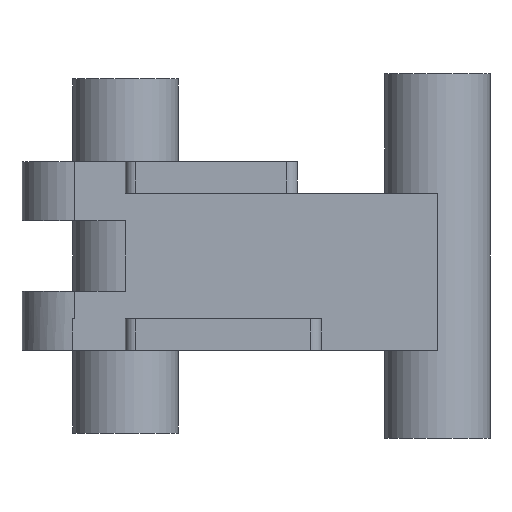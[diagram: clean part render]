
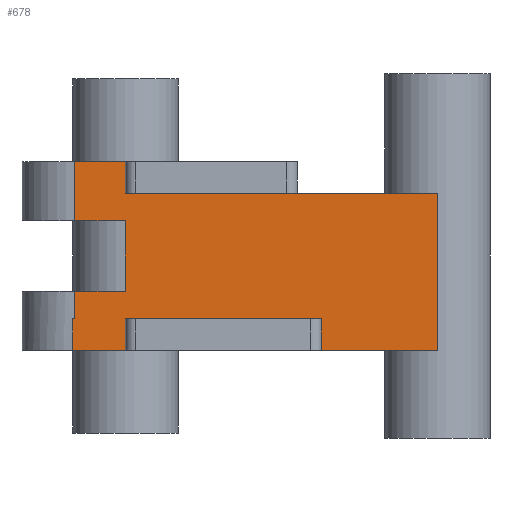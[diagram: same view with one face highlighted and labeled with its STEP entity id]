
A CAD part, front view. The second image highlights one B-rep face of the part: STEP entity #678.
In plain terms, the highlighted planar face has unit normal (0, -1, 0).
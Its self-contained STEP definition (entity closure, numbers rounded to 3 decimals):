
#47=PLANE('',#771);
#83=FACE_OUTER_BOUND('',#122,.T.);
#122=EDGE_LOOP('',(#586,#587,#588,#589,#590,#591,#592,#593,#594,#595,#596,
#597,#598,#599,#600,#601,#602,#603,#604,#605));
#130=LINE('',#1006,#194);
#135=LINE('',#1023,#199);
#139=LINE('',#1032,#203);
#143=LINE('',#1042,#207);
#146=LINE('',#1052,#210);
#149=LINE('',#1060,#213);
#151=LINE('',#1065,#215);
#156=LINE('',#1082,#220);
#158=LINE('',#1091,#222);
#162=LINE('',#1100,#226);
#167=LINE('',#1118,#231);
#171=LINE('',#1127,#235);
#175=LINE('',#1136,#239);
#177=LINE('',#1140,#241);
#181=LINE('',#1153,#245);
#183=LINE('',#1159,#247);
#184=LINE('',#1161,#248);
#186=LINE('',#1165,#250);
#188=LINE('',#1172,#252);
#189=LINE('',#1173,#253);
#194=VECTOR('',#799,1.);
#199=VECTOR('',#814,10.);
#203=VECTOR('',#822,10.);
#207=VECTOR('',#832,1.);
#210=VECTOR('',#843,10.);
#213=VECTOR('',#848,10.);
#215=VECTOR('',#854,10.);
#220=VECTOR('',#873,1.);
#222=VECTOR('',#885,10.);
#226=VECTOR('',#893,10.);
#231=VECTOR('',#910,1.);
#235=VECTOR('',#918,10.);
#239=VECTOR('',#928,10.);
#241=VECTOR('',#934,1.);
#245=VECTOR('',#948,10.);
#247=VECTOR('',#954,10.);
#248=VECTOR('',#957,10.);
#250=VECTOR('',#961,10.);
#252=VECTOR('',#969,10.);
#253=VECTOR('',#970,10.);
#288=VERTEX_POINT('',#994);
#291=VERTEX_POINT('',#1002);
#293=VERTEX_POINT('',#1005);
#299=VERTEX_POINT('',#1020);
#300=VERTEX_POINT('',#1022);
#303=VERTEX_POINT('',#1030);
#306=VERTEX_POINT('',#1040);
#309=VERTEX_POINT('',#1050);
#312=VERTEX_POINT('',#1057);
#313=VERTEX_POINT('',#1059);
#314=VERTEX_POINT('',#1063);
#319=VERTEX_POINT('',#1080);
#320=VERTEX_POINT('',#1088);
#324=VERTEX_POINT('',#1098);
#330=VERTEX_POINT('',#1115);
#331=VERTEX_POINT('',#1117);
#334=VERTEX_POINT('',#1125);
#340=VERTEX_POINT('',#1151);
#342=VERTEX_POINT('',#1157);
#343=VERTEX_POINT('',#1164);
#353=EDGE_CURVE('',#293,#291,#130,.T.);
#361=EDGE_CURVE('',#300,#299,#135,.T.);
#366=EDGE_CURVE('',#303,#299,#139,.T.);
#371=EDGE_CURVE('',#303,#306,#143,.T.);
#376=EDGE_CURVE('',#309,#306,#146,.F.);
#379=EDGE_CURVE('',#312,#313,#149,.T.);
#382=EDGE_CURVE('',#313,#314,#151,.T.);
#392=EDGE_CURVE('',#319,#309,#156,.T.);
#394=EDGE_CURVE('',#319,#320,#158,.T.);
#399=EDGE_CURVE('',#320,#324,#162,.T.);
#407=EDGE_CURVE('',#330,#331,#167,.T.);
#412=EDGE_CURVE('',#334,#330,#171,.F.);
#417=EDGE_CURVE('',#334,#288,#175,.T.);
#419=EDGE_CURVE('',#331,#324,#177,.T.);
#426=EDGE_CURVE('',#288,#340,#181,.T.);
#429=EDGE_CURVE('',#342,#340,#183,.T.);
#430=EDGE_CURVE('',#293,#342,#184,.T.);
#432=EDGE_CURVE('',#314,#343,#186,.T.);
#436=EDGE_CURVE('',#291,#343,#188,.T.);
#437=EDGE_CURVE('',#300,#312,#189,.T.);
#586=ORIENTED_EDGE('',*,*,#436,.T.);
#587=ORIENTED_EDGE('',*,*,#432,.F.);
#588=ORIENTED_EDGE('',*,*,#382,.F.);
#589=ORIENTED_EDGE('',*,*,#379,.F.);
#590=ORIENTED_EDGE('',*,*,#437,.F.);
#591=ORIENTED_EDGE('',*,*,#361,.T.);
#592=ORIENTED_EDGE('',*,*,#366,.F.);
#593=ORIENTED_EDGE('',*,*,#371,.T.);
#594=ORIENTED_EDGE('',*,*,#376,.F.);
#595=ORIENTED_EDGE('',*,*,#392,.F.);
#596=ORIENTED_EDGE('',*,*,#394,.T.);
#597=ORIENTED_EDGE('',*,*,#399,.T.);
#598=ORIENTED_EDGE('',*,*,#419,.F.);
#599=ORIENTED_EDGE('',*,*,#407,.F.);
#600=ORIENTED_EDGE('',*,*,#412,.F.);
#601=ORIENTED_EDGE('',*,*,#417,.T.);
#602=ORIENTED_EDGE('',*,*,#426,.T.);
#603=ORIENTED_EDGE('',*,*,#429,.F.);
#604=ORIENTED_EDGE('',*,*,#430,.F.);
#605=ORIENTED_EDGE('',*,*,#353,.T.);
#678=ADVANCED_FACE('',(#83),#47,.T.);
#771=AXIS2_PLACEMENT_3D('',#1171,#967,#968);
#799=DIRECTION('',(0.,0.,-1.));
#814=DIRECTION('',(0.,0.,1.));
#822=DIRECTION('',(-1.,0.,0.));
#832=DIRECTION('',(0.,0.,-1.));
#843=DIRECTION('',(1.,0.,0.));
#848=DIRECTION('',(0.,0.,1.));
#854=DIRECTION('',(1.,0.,0.));
#873=DIRECTION('',(0.,0.,-1.));
#885=DIRECTION('',(-1.,0.,0.));
#893=DIRECTION('',(0.,0.,1.));
#910=DIRECTION('',(0.,0.,1.));
#918=DIRECTION('',(-1.,0.,0.));
#928=DIRECTION('',(0.,0.,1.));
#934=DIRECTION('',(1.,0.,0.));
#948=DIRECTION('',(-1.,0.,0.));
#954=DIRECTION('',(0.,0.,1.));
#957=DIRECTION('',(-1.,0.,0.));
#961=DIRECTION('',(0.,0.,1.));
#967=DIRECTION('center_axis',(0.,-1.,0.));
#968=DIRECTION('ref_axis',(0.,0.,1.));
#969=DIRECTION('',(-1.,0.,0.));
#970=DIRECTION('',(-1.,0.,0.));
#994=CARTESIAN_POINT('',(155.161,100.727,-14.646));
#1002=CARTESIAN_POINT('',(155.161,100.727,-20.796));
#1005=CARTESIAN_POINT('',(155.161,100.727,-17.446));
#1006=CARTESIAN_POINT('',(155.161,100.727,-14.646));
#1020=CARTESIAN_POINT('',(155.161,100.727,-22.096));
#1022=CARTESIAN_POINT('',(155.161,100.727,-23.596));
#1023=CARTESIAN_POINT('',(155.161,100.727,-22.896));
#1030=CARTESIAN_POINT('',(164.461,100.727,-22.096));
#1032=CARTESIAN_POINT('',(157.486,100.727,-22.096));
#1040=CARTESIAN_POINT('',(164.461,100.727,-23.596));
#1042=CARTESIAN_POINT('',(164.461,100.727,-23.596));
#1050=CARTESIAN_POINT('',(169.951,100.727,-23.596));
#1052=CARTESIAN_POINT('',(164.969,100.727,-23.596));
#1057=CARTESIAN_POINT('',(152.661,100.727,-23.596));
#1059=CARTESIAN_POINT('',(152.661,100.727,-22.096));
#1060=CARTESIAN_POINT('',(152.661,100.727,-22.896));
#1063=CARTESIAN_POINT('',(152.761,100.727,-22.096));
#1065=CARTESIAN_POINT('',(157.486,100.727,-22.096));
#1080=CARTESIAN_POINT('',(169.951,100.727,-16.146));
#1082=CARTESIAN_POINT('',(169.951,100.727,-14.646));
#1088=CARTESIAN_POINT('',(163.311,100.727,-16.146));
#1091=CARTESIAN_POINT('',(166.253,100.727,-16.146));
#1098=CARTESIAN_POINT('',(163.311,100.727,-14.646));
#1100=CARTESIAN_POINT('',(163.311,100.727,-14.646));
#1115=CARTESIAN_POINT('',(163.311,100.727,-16.146));
#1117=CARTESIAN_POINT('',(163.311,100.727,-14.646));
#1118=CARTESIAN_POINT('',(163.311,100.727,-14.646));
#1125=CARTESIAN_POINT('',(155.161,100.727,-16.146));
#1127=CARTESIAN_POINT('',(161.273,100.727,-16.146));
#1136=CARTESIAN_POINT('',(155.161,100.727,-16.746));
#1140=CARTESIAN_POINT('',(155.161,100.727,-14.646));
#1151=CARTESIAN_POINT('',(152.761,100.727,-14.646));
#1153=CARTESIAN_POINT('',(152.661,100.727,-14.646));
#1157=CARTESIAN_POINT('',(152.761,100.727,-17.446));
#1159=CARTESIAN_POINT('',(152.761,100.727,-16.746));
#1161=CARTESIAN_POINT('',(152.661,100.727,-17.446));
#1164=CARTESIAN_POINT('',(152.761,100.727,-20.796));
#1165=CARTESIAN_POINT('',(152.761,100.727,-22.896));
#1171=CARTESIAN_POINT('Origin',(152.661,100.727,-23.596));
#1172=CARTESIAN_POINT('',(152.661,100.727,-20.796));
#1173=CARTESIAN_POINT('',(153.911,100.727,-23.596));
